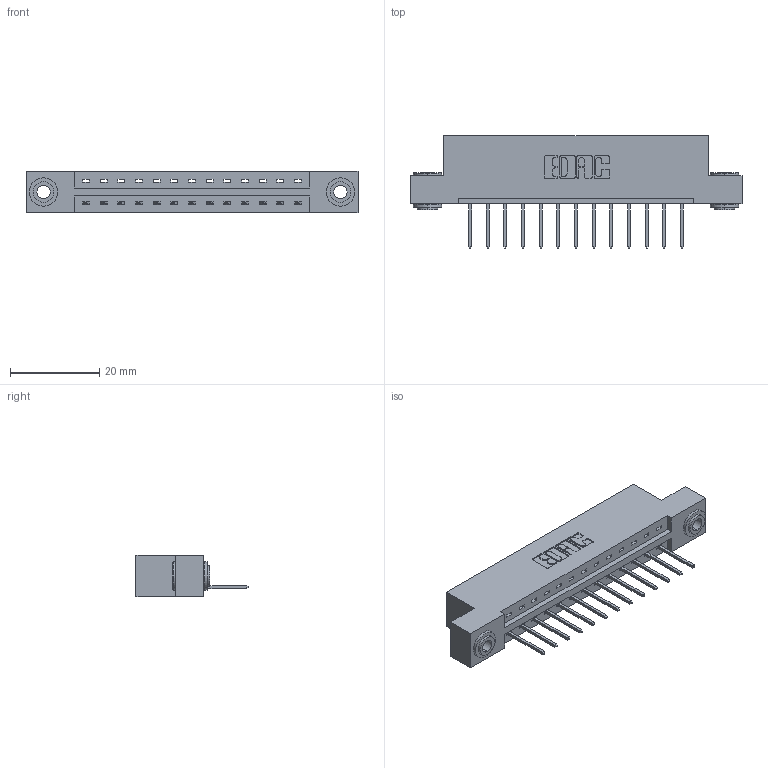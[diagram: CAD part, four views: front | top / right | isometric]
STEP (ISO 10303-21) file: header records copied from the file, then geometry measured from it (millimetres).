
FILE_DESCRIPTION (( 'STEP AP203' ), '1' );
FILE_NAME ('387-013-523-103.STEP', '2019-10-02T14:04:16', ( '' ), ( '' ), 'SwSTEP 2.0', 'SolidWorks 2016', '' );
FILE_SCHEMA (( 'CONFIG_CONTROL_DESIGN' ));
Length unit declared in the file: inch
Products named in the file (4): 345-250-002_345-250-002-102; 345-292-001_345-293-123; 387-013-523-103; 337 Part_Flush Mounting Lugs - 0.156 Dia-TH
Assembly tree (16 placements, depth 2):
  387-013-523-103
    337 Part_Flush Mounting Lugs - 0.156 Dia-TH
    345-292-001_345-293-123  x13
    345-250-002_345-250-002-102  x2
Bounding box: 74.52 x 25.15 x 9.4 mm (x, y, z)
Volume: 7396.9 mm3; surface area: 7726.9 mm2
Topology: 16 solids, 16 shells, 958 faces, 2831 edges, 1866 vertices
Faces by surface type: plane 678, cylinder 272, cone 8
Entity records: 14082 total; most frequent: CARTESIAN_POINT 2428, ORIENTED_EDGE 2370, DIRECTION 2137, EDGE_CURVE 1185, LINE 1033, VECTOR 1033, VERTEX_POINT 786, AXIS2_PLACEMENT_3D 552
